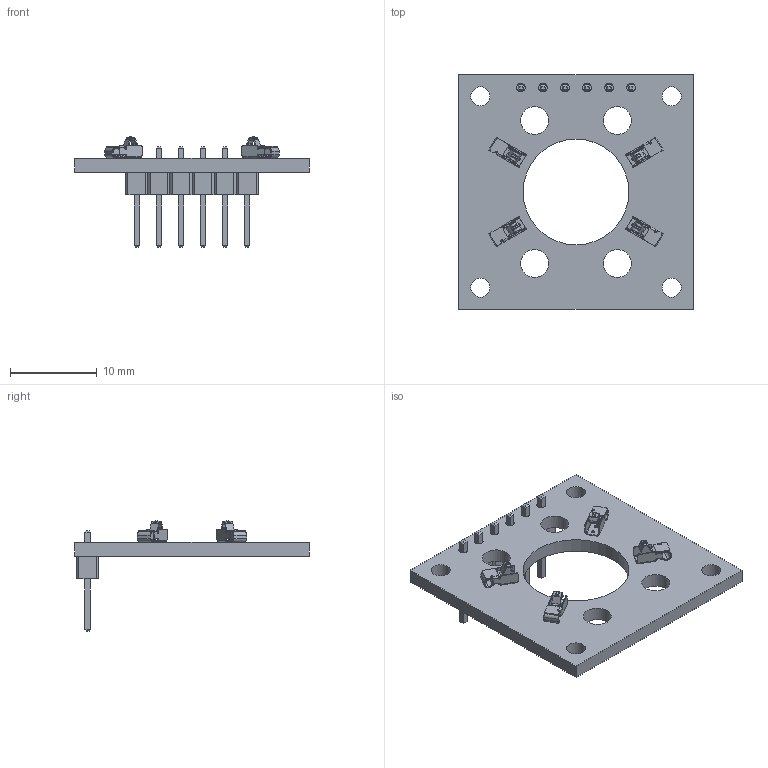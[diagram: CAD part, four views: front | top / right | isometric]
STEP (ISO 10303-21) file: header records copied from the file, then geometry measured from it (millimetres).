
FILE_DESCRIPTION(('KiCad electronic assembly'),'2;1');
FILE_NAME('sbm-120-uv-mount.step','2021-03-15T16:31:48',('An Author'),( 'A Company'),'Open CASCADE STEP processor 6.9', 'KiCad to STEP converter','Unknown');
FILE_SCHEMA(('AUTOMOTIVE_DESIGN { 1 0 10303 214 1 1 1 1 }'));
Length unit declared in the file: millimetre
Products named in the file (6): Open CASCADE STEP translator 6.9 1; PinHeader_1x06_P2.54mm_Vertical; SOLID; 2286211-3; COMPOUND
Assembly tree (8 placements, depth 3):
  Open CASCADE STEP translator 6.9 1
    PinHeader_1x06_P2.54mm_Vertical
      SOLID
    2286211-3  x4
      COMPOUND
    COMPOUND
Bounding box: 27 x 27 x 12.65 mm (x, y, z)
Volume: 1025.6 mm3; surface area: 1988.7 mm2
Topology: 6 solids, 6 shells, 633 faces, 1735 edges, 1130 vertices
Faces by surface type: plane 370, cylinder 231, bspline 16, sphere 8, torus 8
Full cylindrical faces by diameter (mm): 1 x6, 2.2 x4, 3.2 x4, 12.166 x1
Entity records: 21721 total; most frequent: CARTESIAN_POINT 5556, DIRECTION 2821, LINE 1841, VECTOR 1841, ORIENTED_EDGE 1482, PCURVE 1482, DEFINITIONAL_REPRESENTATION 1482, EDGE_CURVE 741
